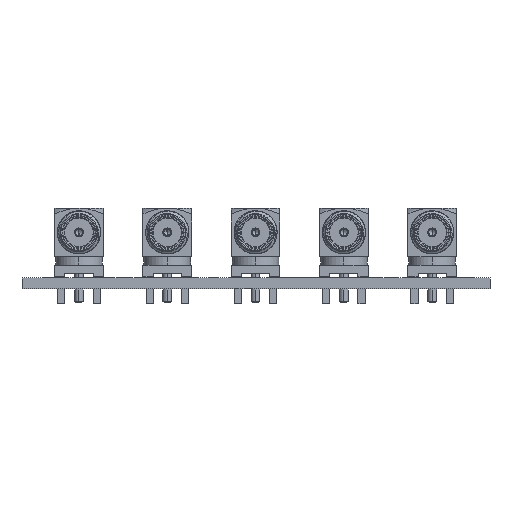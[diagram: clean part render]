
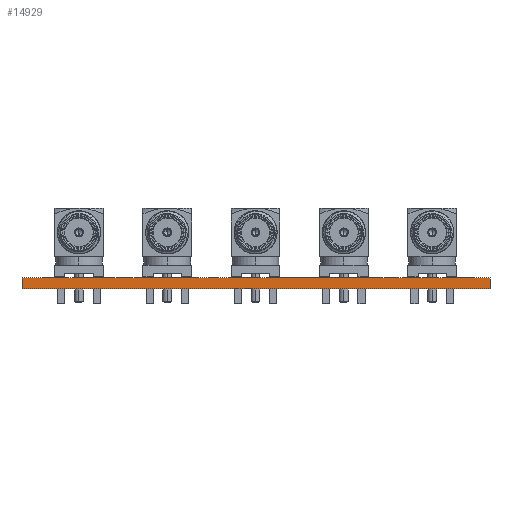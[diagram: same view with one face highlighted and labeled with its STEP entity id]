
A CAD part, left-side view. The second image highlights one B-rep face of the part: STEP entity #14929.
In plain terms, the highlighted planar face has unit normal (-1, 0, 0).
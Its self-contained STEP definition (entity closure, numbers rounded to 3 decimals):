
#14748 = PLANE('',#14749);
#14749 = AXIS2_PLACEMENT_3D('',#14750,#14751,#14752);
#14750 = CARTESIAN_POINT('',(216.535,-159.385,0.));
#14751 = DIRECTION('',(0.,-1.,0.));
#14752 = DIRECTION('',(-1.,0.,0.));
#14773 = VERTEX_POINT('',#14774);
#14774 = CARTESIAN_POINT('',(116.84,-159.385,1.58));
#14788 = PLANE('',#14789);
#14789 = AXIS2_PLACEMENT_3D('',#14790,#14791,#14792);
#14790 = CARTESIAN_POINT('',(166.687,-125.73,1.58));
#14791 = DIRECTION('',(-0.,-0.,-1.));
#14792 = DIRECTION('',(-1.,0.,0.));
#14800 = EDGE_CURVE('',#14801,#14773,#14803,.T.);
#14801 = VERTEX_POINT('',#14802);
#14802 = CARTESIAN_POINT('',(116.84,-159.385,0.));
#14803 = SURFACE_CURVE('',#14804,(#14808,#14815),.PCURVE_S1.);
#14804 = LINE('',#14805,#14806);
#14805 = CARTESIAN_POINT('',(116.84,-159.385,0.));
#14806 = VECTOR('',#14807,1.);
#14807 = DIRECTION('',(0.,0.,1.));
#14808 = PCURVE('',#14748,#14809);
#14809 = DEFINITIONAL_REPRESENTATION('',(#14810),#14814);
#14810 = LINE('',#14811,#14812);
#14811 = CARTESIAN_POINT('',(99.695,0.));
#14812 = VECTOR('',#14813,1.);
#14813 = DIRECTION('',(0.,-1.));
#14814 = ( GEOMETRIC_REPRESENTATION_CONTEXT(2) 
PARAMETRIC_REPRESENTATION_CONTEXT() REPRESENTATION_CONTEXT('2D SPACE',''
  ) );
#14815 = PCURVE('',#14816,#14821);
#14816 = PLANE('',#14817);
#14817 = AXIS2_PLACEMENT_3D('',#14818,#14819,#14820);
#14818 = CARTESIAN_POINT('',(116.84,-159.385,0.));
#14819 = DIRECTION('',(-1.,0.,0.));
#14820 = DIRECTION('',(0.,1.,0.));
#14821 = DEFINITIONAL_REPRESENTATION('',(#14822),#14826);
#14822 = LINE('',#14823,#14824);
#14823 = CARTESIAN_POINT('',(0.,0.));
#14824 = VECTOR('',#14825,1.);
#14825 = DIRECTION('',(0.,-1.));
#14826 = ( GEOMETRIC_REPRESENTATION_CONTEXT(2) 
PARAMETRIC_REPRESENTATION_CONTEXT() REPRESENTATION_CONTEXT('2D SPACE',''
  ) );
#14842 = PLANE('',#14843);
#14843 = AXIS2_PLACEMENT_3D('',#14844,#14845,#14846);
#14844 = CARTESIAN_POINT('',(166.687,-125.73,0.));
#14845 = DIRECTION('',(-0.,-0.,-1.));
#14846 = DIRECTION('',(-1.,0.,0.));
#14875 = PLANE('',#14876);
#14876 = AXIS2_PLACEMENT_3D('',#14877,#14878,#14879);
#14877 = CARTESIAN_POINT('',(116.84,-92.075,0.));
#14878 = DIRECTION('',(0.,1.,0.));
#14879 = DIRECTION('',(1.,0.,0.));
#14929 = ADVANCED_FACE('',(#14930),#14816,.T.);
#14930 = FACE_BOUND('',#14931,.T.);
#14931 = EDGE_LOOP('',(#14932,#14933,#14956,#14979));
#14932 = ORIENTED_EDGE('',*,*,#14800,.T.);
#14933 = ORIENTED_EDGE('',*,*,#14934,.T.);
#14934 = EDGE_CURVE('',#14773,#14935,#14937,.T.);
#14935 = VERTEX_POINT('',#14936);
#14936 = CARTESIAN_POINT('',(116.84,-92.075,1.58));
#14937 = SURFACE_CURVE('',#14938,(#14942,#14949),.PCURVE_S1.);
#14938 = LINE('',#14939,#14940);
#14939 = CARTESIAN_POINT('',(116.84,-159.385,1.58));
#14940 = VECTOR('',#14941,1.);
#14941 = DIRECTION('',(0.,1.,0.));
#14942 = PCURVE('',#14816,#14943);
#14943 = DEFINITIONAL_REPRESENTATION('',(#14944),#14948);
#14944 = LINE('',#14945,#14946);
#14945 = CARTESIAN_POINT('',(0.,-1.58));
#14946 = VECTOR('',#14947,1.);
#14947 = DIRECTION('',(1.,0.));
#14948 = ( GEOMETRIC_REPRESENTATION_CONTEXT(2) 
PARAMETRIC_REPRESENTATION_CONTEXT() REPRESENTATION_CONTEXT('2D SPACE',''
  ) );
#14949 = PCURVE('',#14788,#14950);
#14950 = DEFINITIONAL_REPRESENTATION('',(#14951),#14955);
#14951 = LINE('',#14952,#14953);
#14952 = CARTESIAN_POINT('',(49.848,-33.655));
#14953 = VECTOR('',#14954,1.);
#14954 = DIRECTION('',(0.,1.));
#14955 = ( GEOMETRIC_REPRESENTATION_CONTEXT(2) 
PARAMETRIC_REPRESENTATION_CONTEXT() REPRESENTATION_CONTEXT('2D SPACE',''
  ) );
#14956 = ORIENTED_EDGE('',*,*,#14957,.F.);
#14957 = EDGE_CURVE('',#14958,#14935,#14960,.T.);
#14958 = VERTEX_POINT('',#14959);
#14959 = CARTESIAN_POINT('',(116.84,-92.075,0.));
#14960 = SURFACE_CURVE('',#14961,(#14965,#14972),.PCURVE_S1.);
#14961 = LINE('',#14962,#14963);
#14962 = CARTESIAN_POINT('',(116.84,-92.075,0.));
#14963 = VECTOR('',#14964,1.);
#14964 = DIRECTION('',(0.,0.,1.));
#14965 = PCURVE('',#14816,#14966);
#14966 = DEFINITIONAL_REPRESENTATION('',(#14967),#14971);
#14967 = LINE('',#14968,#14969);
#14968 = CARTESIAN_POINT('',(67.31,0.));
#14969 = VECTOR('',#14970,1.);
#14970 = DIRECTION('',(0.,-1.));
#14971 = ( GEOMETRIC_REPRESENTATION_CONTEXT(2) 
PARAMETRIC_REPRESENTATION_CONTEXT() REPRESENTATION_CONTEXT('2D SPACE',''
  ) );
#14972 = PCURVE('',#14875,#14973);
#14973 = DEFINITIONAL_REPRESENTATION('',(#14974),#14978);
#14974 = LINE('',#14975,#14976);
#14975 = CARTESIAN_POINT('',(0.,0.));
#14976 = VECTOR('',#14977,1.);
#14977 = DIRECTION('',(0.,-1.));
#14978 = ( GEOMETRIC_REPRESENTATION_CONTEXT(2) 
PARAMETRIC_REPRESENTATION_CONTEXT() REPRESENTATION_CONTEXT('2D SPACE',''
  ) );
#14979 = ORIENTED_EDGE('',*,*,#14980,.F.);
#14980 = EDGE_CURVE('',#14801,#14958,#14981,.T.);
#14981 = SURFACE_CURVE('',#14982,(#14986,#14993),.PCURVE_S1.);
#14982 = LINE('',#14983,#14984);
#14983 = CARTESIAN_POINT('',(116.84,-159.385,0.));
#14984 = VECTOR('',#14985,1.);
#14985 = DIRECTION('',(0.,1.,0.));
#14986 = PCURVE('',#14816,#14987);
#14987 = DEFINITIONAL_REPRESENTATION('',(#14988),#14992);
#14988 = LINE('',#14989,#14990);
#14989 = CARTESIAN_POINT('',(0.,0.));
#14990 = VECTOR('',#14991,1.);
#14991 = DIRECTION('',(1.,0.));
#14992 = ( GEOMETRIC_REPRESENTATION_CONTEXT(2) 
PARAMETRIC_REPRESENTATION_CONTEXT() REPRESENTATION_CONTEXT('2D SPACE',''
  ) );
#14993 = PCURVE('',#14842,#14994);
#14994 = DEFINITIONAL_REPRESENTATION('',(#14995),#14999);
#14995 = LINE('',#14996,#14997);
#14996 = CARTESIAN_POINT('',(49.848,-33.655));
#14997 = VECTOR('',#14998,1.);
#14998 = DIRECTION('',(0.,1.));
#14999 = ( GEOMETRIC_REPRESENTATION_CONTEXT(2) 
PARAMETRIC_REPRESENTATION_CONTEXT() REPRESENTATION_CONTEXT('2D SPACE',''
  ) );
